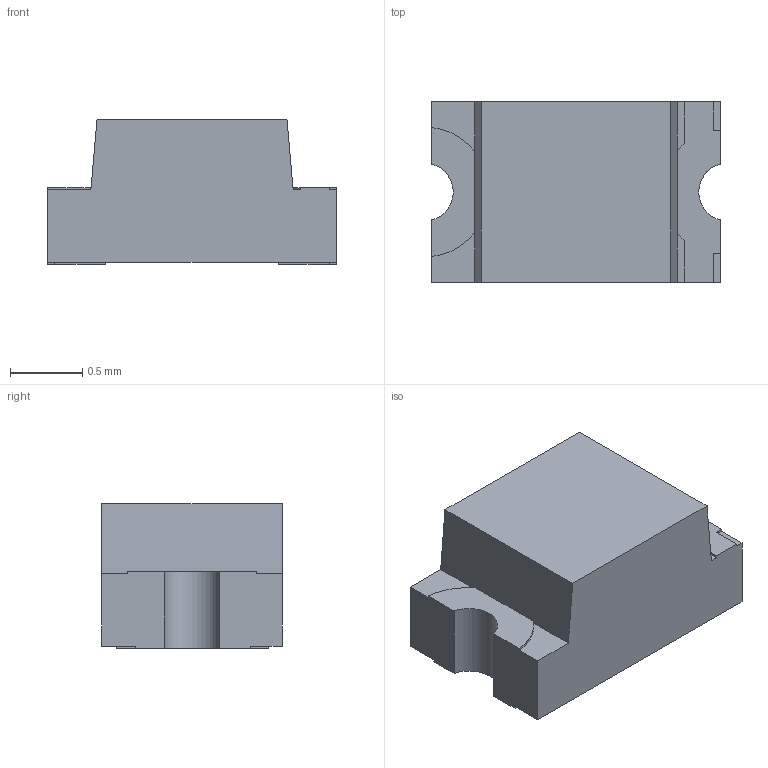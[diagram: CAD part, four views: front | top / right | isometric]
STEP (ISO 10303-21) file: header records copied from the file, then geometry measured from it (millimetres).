
FILE_DESCRIPTION((''),'2;1');
FILE_NAME('SMD_0805_LED2012X100N','2013-08-12T',('TSO'),(''),'PRO/ENGINEER BY PARAMETRIC TECHNOLOGY CORPORATION, 2013150','PRO/ENGINEER BY PARAMETRIC TECHNOLOGY CORPORATION, 2013150','');
FILE_SCHEMA(('AUTOMOTIVE_DESIGN { 1 0 10303 214 1 1 1 1 }'));
Length unit declared in the file: millimetre
Products named in the file (1): SMD_0805_LED2012X100N
Bounding box: 2 x 1.25 x 1 mm (x, y, z)
Volume: 2 mm3; surface area: 10.8 mm2
Topology: 1 solids, 1 shells, 48 faces, 134 edges, 88 vertices
Faces by surface type: plane 42, cylinder 6
Entity records: 2262 total; most frequent: CARTESIAN_POINT 272, ORIENTED_EDGE 268, DIRECTION 242, PRESENTATION_STYLE_ASSIGNMENT 139, STYLED_ITEM 135, CURVE_STYLE 134, EDGE_CURVE 134, VECTOR 122
